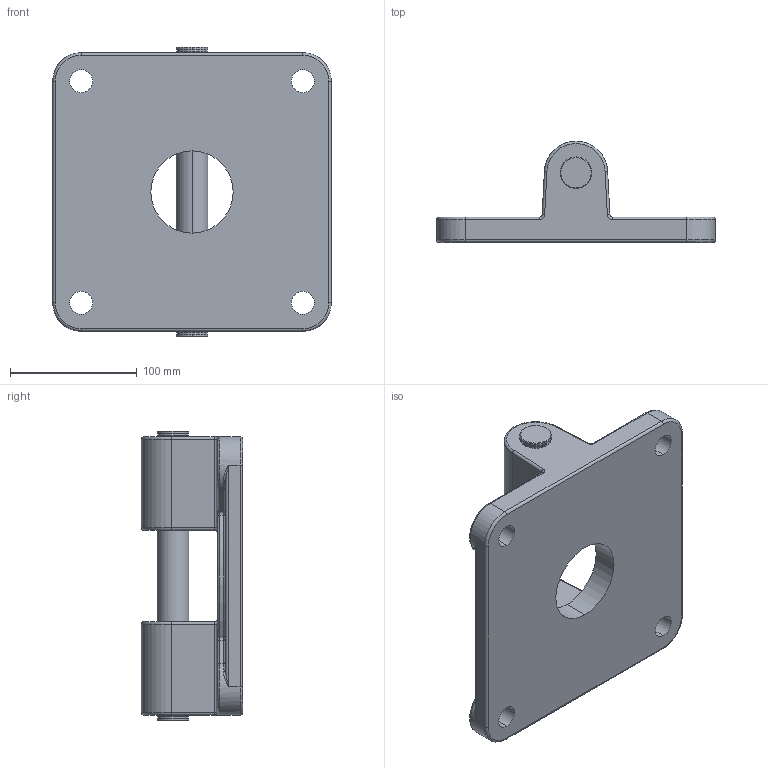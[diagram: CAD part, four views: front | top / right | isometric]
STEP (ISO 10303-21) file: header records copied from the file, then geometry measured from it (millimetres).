
FILE_DESCRIPTION(('FreeCAD Model'),'2;1');
FILE_NAME('Open CASCADE Shape Model','2022-10-05T14:49:10',('FreeCAD'),( 'FreeCAD'),'Open CASCADE STEP processor 7.6','FreeCAD','Unknown');
FILE_SCHEMA(('AUTOMOTIVE_DESIGN { 1 0 10303 214 1 1 1 1 }'));
Length unit declared in the file: millimetre
Products named in the file (1): Open CASCADE STEP translator 7.6 12
Bounding box: 220 x 80 x 229 mm (x, y, z)
Volume: 1274803.4 mm3; surface area: 164357.3 mm2
Topology: 2 solids, 2 shells, 133 faces, 309 edges, 177 vertices
Faces by surface type: cylinder 67, torus 27, plane 24, bspline 8, cone 4, sphere 3
Entity records: 9565 total; most frequent: CARTESIAN_POINT 3411, DIRECTION 1213, ORIENTED_EDGE 604, PCURVE 604, DEFINITIONAL_REPRESENTATION 604, LINE 588, VECTOR 588, EDGE_CURVE 302
